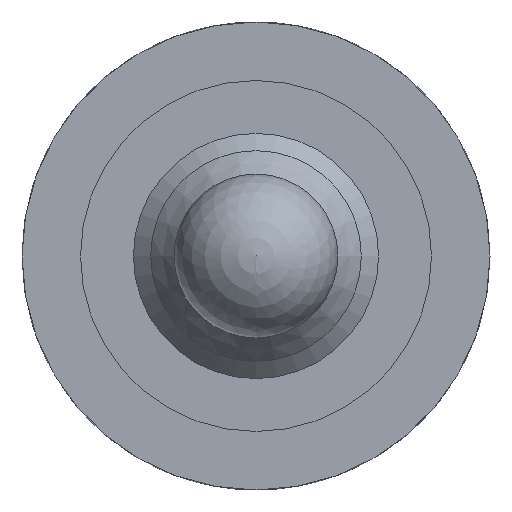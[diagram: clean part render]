
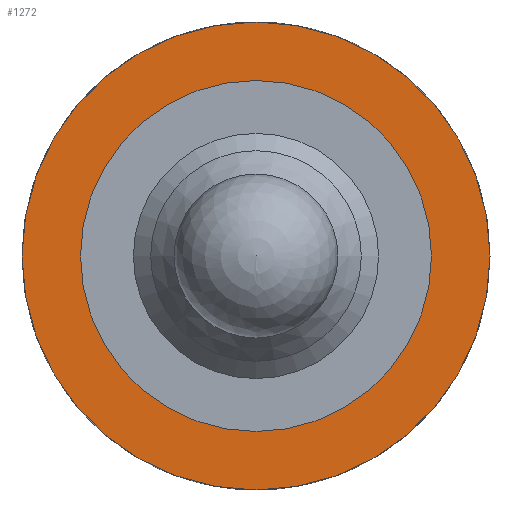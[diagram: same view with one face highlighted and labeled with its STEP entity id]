
A CAD part, front view. The second image highlights one B-rep face of the part: STEP entity #1272.
In plain terms, the highlighted planar face has unit normal (0, -1, 0).
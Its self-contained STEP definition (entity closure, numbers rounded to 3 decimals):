
#106=PLANE($,#1459);
#186=FACE_BOUND($,#453,.T.);
#285=FACE_OUTER_BOUND($,#452,.T.);
#452=EDGE_LOOP($,(#1017));
#453=EDGE_LOOP($,(#1018));
#565=CIRCLE($,#1458,20.);
#566=CIRCLE($,#1460,15.);
#671=VERTEX_POINT($,#2215);
#672=VERTEX_POINT($,#2218);
#792=EDGE_CURVE($,#671,#671,#565,.T.);
#793=EDGE_CURVE($,#672,#672,#566,.T.);
#1017=ORIENTED_EDGE($,*,*,#792,.T.);
#1018=ORIENTED_EDGE($,*,*,#793,.F.);
#1272=ADVANCED_FACE($,(#285,#186),#106,.T.);
#1458=AXIS2_PLACEMENT_3D($,#2216,#1848,#1849);
#1459=AXIS2_PLACEMENT_3D($,#2217,#1850,#1851);
#1460=AXIS2_PLACEMENT_3D($,#2219,#1852,#1853);
#1848=DIRECTION('center_axis',(0.,-1.,0.));
#1849=DIRECTION('ref_axis',(1.,0.,0.));
#1850=DIRECTION('center_axis',(0.,-1.,0.));
#1851=DIRECTION('ref_axis',(0.,0.,-1.));
#1852=DIRECTION('center_axis',(0.,-1.,0.));
#1853=DIRECTION('ref_axis',(1.,0.,0.));
#2215=CARTESIAN_POINT('',(20.,77.2,0.));
#2216=CARTESIAN_POINT('Origin',(0.,77.2,0.));
#2217=CARTESIAN_POINT('Origin',(17.5,77.2,0.));
#2218=CARTESIAN_POINT('',(15.,77.2,0.));
#2219=CARTESIAN_POINT('Origin',(0.,77.2,0.));
